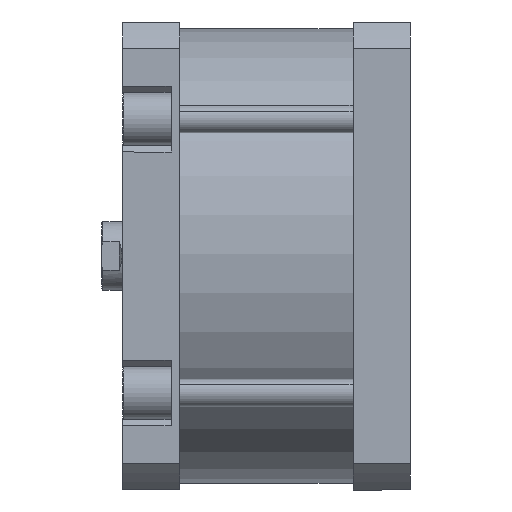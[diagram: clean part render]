
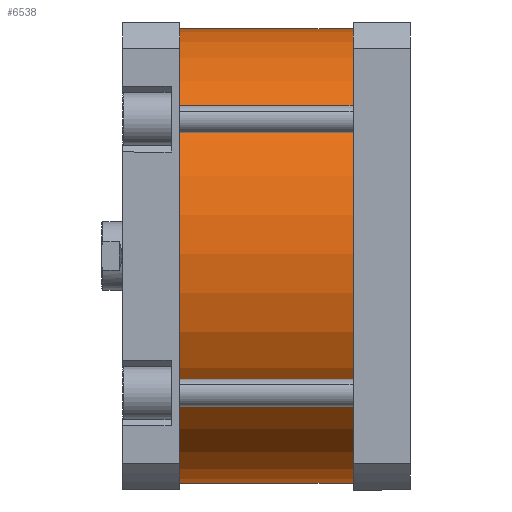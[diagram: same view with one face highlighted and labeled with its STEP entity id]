
A CAD part, front view. The second image highlights one B-rep face of the part: STEP entity #6538.
In plain terms, the highlighted cylindrical face has radius 131 mm (diameter 262 mm), a partial arc.
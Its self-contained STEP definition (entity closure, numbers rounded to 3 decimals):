
#20 = EDGE_CURVE ( 'NONE', #549, #548, #5931, .T. ) ;
#28 = EDGE_CURVE ( 'NONE', #551, #549, #5910, .T. ) ;
#189 = LINE ( 'NONE', #2095, #192 ) ;
#192 = VECTOR ( 'NONE', #2096, 1000. ) ;
#288 = CARTESIAN_POINT ( 'NONE',  ( 131., 0., 100. ) ) ;
#289 = CARTESIAN_POINT ( 'NONE',  ( -131., 0., 100. ) ) ;
#290 = CARTESIAN_POINT ( 'NONE',  ( 131., 0., 0. ) ) ;
#291 = CARTESIAN_POINT ( 'NONE',  ( -131., 0., 0. ) ) ;
#448 = DIRECTION ( 'NONE',  ( 0., 0., -1. ) ) ;
#452 = CARTESIAN_POINT ( 'NONE',  ( 131., 0., 100. ) ) ;
#468 = DIRECTION ( 'NONE',  ( 1., 0., 0. ) ) ;
#469 = DIRECTION ( 'NONE',  ( 0., 0., 1. ) ) ;
#470 = CARTESIAN_POINT ( 'NONE',  ( 0., 0., 0. ) ) ;
#548 = VERTEX_POINT ( 'NONE', #291 ) ;
#549 = VERTEX_POINT ( 'NONE', #290 ) ;
#550 = VERTEX_POINT ( 'NONE', #289 ) ;
#551 = VERTEX_POINT ( 'NONE', #288 ) ;
#865 = EDGE_CURVE ( 'NONE', #551, #550, #6692, .T. ) ;
#887 = EDGE_CURVE ( 'NONE', #550, #548, #189, .T. ) ;
#1343 = AXIS2_PLACEMENT_3D ( 'NONE', #470, #469, #468 ) ;
#1368 = AXIS2_PLACEMENT_3D ( 'NONE', #2040, #2041, #2042 ) ;
#1725 = AXIS2_PLACEMENT_3D ( 'NONE', #4702, #4701, #4700 ) ;
#2040 = CARTESIAN_POINT ( 'NONE',  ( 0., 0., 100. ) ) ;
#2041 = DIRECTION ( 'NONE',  ( 0., 0., 1. ) ) ;
#2042 = DIRECTION ( 'NONE',  ( 1., 0., 0. ) ) ;
#2095 = CARTESIAN_POINT ( 'NONE',  ( -131., 0., 100. ) ) ;
#2096 = DIRECTION ( 'NONE',  ( 0., 0., -1. ) ) ;
#4700 = DIRECTION ( 'NONE',  ( -1., 0., 0. ) ) ;
#4701 = DIRECTION ( 'NONE',  ( 0., 0., -1. ) ) ;
#4702 = CARTESIAN_POINT ( 'NONE',  ( 0., 0., 100. ) ) ;
#5412 = FACE_OUTER_BOUND ( 'NONE', #6156, .T. ) ;
#5414 = CYLINDRICAL_SURFACE ( 'NONE', #1725, 131. ) ;
#5910 = LINE ( 'NONE', #452, #5912 ) ;
#5912 = VECTOR ( 'NONE', #448, 1000. ) ;
#5931 = CIRCLE ( 'NONE', #1343, 131. ) ;
#6156 = EDGE_LOOP ( 'NONE', ( #6724, #6746, #6723, #6707 ) ) ;
#6538 = ADVANCED_FACE ( 'NONE', ( #5412 ), #5414, .T. ) ;
#6692 = CIRCLE ( 'NONE', #1368, 131. ) ;
#6707 = ORIENTED_EDGE ( 'NONE', *, *, #887, .F. ) ;
#6723 = ORIENTED_EDGE ( 'NONE', *, *, #20, .T. ) ;
#6724 = ORIENTED_EDGE ( 'NONE', *, *, #865, .F. ) ;
#6746 = ORIENTED_EDGE ( 'NONE', *, *, #28, .T. ) ;
